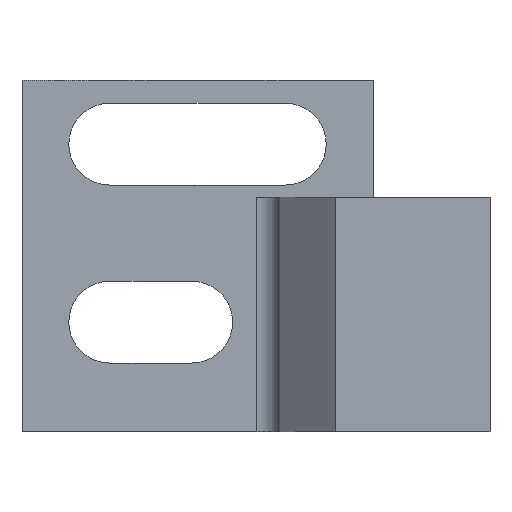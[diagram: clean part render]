
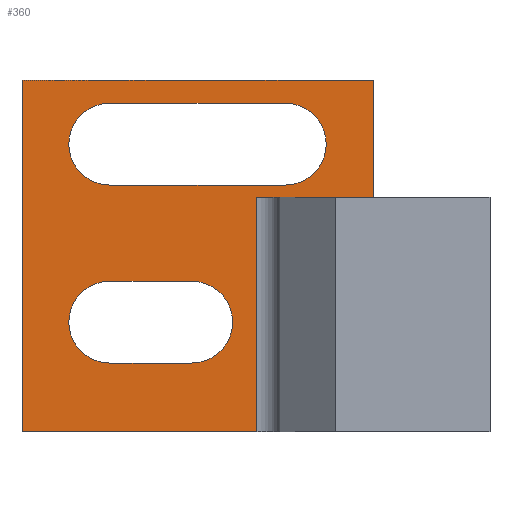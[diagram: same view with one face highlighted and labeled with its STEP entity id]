
A CAD part, left-side view. The second image highlights one B-rep face of the part: STEP entity #360.
In plain terms, the highlighted planar face has unit normal (-1, 0, 0).
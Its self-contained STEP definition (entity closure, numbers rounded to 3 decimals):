
#15=FACE_BOUND('',#54,.T.);
#16=FACE_BOUND('',#55,.T.);
#19=PLANE('',#395);
#34=FACE_OUTER_BOUND('',#53,.T.);
#53=EDGE_LOOP('',(#256,#257,#258,#259,#260,#261));
#54=EDGE_LOOP('',(#262,#263,#264,#265));
#55=EDGE_LOOP('',(#266,#267,#268,#269));
#75=LINE('',#528,#116);
#77=LINE('',#534,#118);
#78=LINE('',#536,#119);
#79=LINE('',#538,#120);
#80=LINE('',#540,#121);
#81=LINE('',#541,#122);
#82=LINE('',#544,#123);
#83=LINE('',#548,#124);
#84=LINE('',#552,#125);
#85=LINE('',#556,#126);
#116=VECTOR('',#427,10.);
#118=VECTOR('',#433,10.);
#119=VECTOR('',#434,10.);
#120=VECTOR('',#435,10.);
#121=VECTOR('',#436,10.);
#122=VECTOR('',#437,10.);
#123=VECTOR('',#438,10.);
#124=VECTOR('',#441,10.);
#125=VECTOR('',#444,10.);
#126=VECTOR('',#447,10.);
#159=CIRCLE('',#396,1.75);
#160=CIRCLE('',#397,1.75);
#161=CIRCLE('',#398,1.75);
#162=CIRCLE('',#399,1.75);
#168=VERTEX_POINT('',#525);
#169=VERTEX_POINT('',#527);
#171=VERTEX_POINT('',#533);
#172=VERTEX_POINT('',#535);
#173=VERTEX_POINT('',#537);
#174=VERTEX_POINT('',#539);
#175=VERTEX_POINT('',#542);
#176=VERTEX_POINT('',#543);
#177=VERTEX_POINT('',#545);
#178=VERTEX_POINT('',#547);
#179=VERTEX_POINT('',#550);
#180=VERTEX_POINT('',#551);
#181=VERTEX_POINT('',#553);
#182=VERTEX_POINT('',#555);
#202=EDGE_CURVE('',#168,#169,#75,.T.);
#205=EDGE_CURVE('',#168,#171,#77,.T.);
#206=EDGE_CURVE('',#171,#172,#78,.T.);
#207=EDGE_CURVE('',#173,#172,#79,.T.);
#208=EDGE_CURVE('',#174,#173,#80,.T.);
#209=EDGE_CURVE('',#169,#174,#81,.T.);
#210=EDGE_CURVE('',#175,#176,#82,.T.);
#211=EDGE_CURVE('',#176,#177,#159,.T.);
#212=EDGE_CURVE('',#177,#178,#83,.T.);
#213=EDGE_CURVE('',#178,#175,#160,.T.);
#214=EDGE_CURVE('',#179,#180,#84,.T.);
#215=EDGE_CURVE('',#180,#181,#161,.T.);
#216=EDGE_CURVE('',#181,#182,#85,.T.);
#217=EDGE_CURVE('',#182,#179,#162,.T.);
#256=ORIENTED_EDGE('',*,*,#202,.F.);
#257=ORIENTED_EDGE('',*,*,#205,.T.);
#258=ORIENTED_EDGE('',*,*,#206,.T.);
#259=ORIENTED_EDGE('',*,*,#207,.F.);
#260=ORIENTED_EDGE('',*,*,#208,.F.);
#261=ORIENTED_EDGE('',*,*,#209,.F.);
#262=ORIENTED_EDGE('',*,*,#210,.T.);
#263=ORIENTED_EDGE('',*,*,#211,.T.);
#264=ORIENTED_EDGE('',*,*,#212,.T.);
#265=ORIENTED_EDGE('',*,*,#213,.T.);
#266=ORIENTED_EDGE('',*,*,#214,.T.);
#267=ORIENTED_EDGE('',*,*,#215,.T.);
#268=ORIENTED_EDGE('',*,*,#216,.T.);
#269=ORIENTED_EDGE('',*,*,#217,.T.);
#360=ADVANCED_FACE('',(#34,#15,#16),#19,.T.);
#395=AXIS2_PLACEMENT_3D('',#532,#431,#432);
#396=AXIS2_PLACEMENT_3D('',#546,#439,#440);
#397=AXIS2_PLACEMENT_3D('',#549,#442,#443);
#398=AXIS2_PLACEMENT_3D('',#554,#445,#446);
#399=AXIS2_PLACEMENT_3D('',#557,#448,#449);
#427=DIRECTION('',(0.,0.,-1.));
#431=DIRECTION('center_axis',(-1.,0.,0.));
#432=DIRECTION('ref_axis',(0.,-1.,0.));
#433=DIRECTION('',(0.,-1.,0.));
#434=DIRECTION('',(0.,0.,1.));
#435=DIRECTION('',(0.,-1.,0.));
#436=DIRECTION('',(0.,0.,1.));
#437=DIRECTION('',(0.,1.,0.));
#438=DIRECTION('',(0.,-1.,0.));
#439=DIRECTION('center_axis',(1.,0.,0.));
#440=DIRECTION('ref_axis',(0.,0.,1.));
#441=DIRECTION('',(0.,1.,0.));
#442=DIRECTION('center_axis',(1.,0.,0.));
#443=DIRECTION('ref_axis',(0.,0.,-1.));
#444=DIRECTION('',(0.,-1.,0.));
#445=DIRECTION('center_axis',(1.,0.,0.));
#446=DIRECTION('ref_axis',(0.,0.,1.));
#447=DIRECTION('',(0.,1.,0.));
#448=DIRECTION('center_axis',(1.,0.,0.));
#449=DIRECTION('ref_axis',(0.,0.,-1.));
#525=CARTESIAN_POINT('',(-2.,4.967,10.));
#527=CARTESIAN_POINT('',(-2.,4.967,0.));
#528=CARTESIAN_POINT('',(-2.,4.967,0.));
#532=CARTESIAN_POINT('Origin',(-2.,15.,0.));
#533=CARTESIAN_POINT('',(-2.,0.,10.));
#534=CARTESIAN_POINT('',(-2.,7.25,10.));
#535=CARTESIAN_POINT('',(-2.,0.,15.));
#536=CARTESIAN_POINT('',(-2.,0.,0.));
#537=CARTESIAN_POINT('',(-2.,15.,15.));
#538=CARTESIAN_POINT('',(-2.,4.,15.));
#539=CARTESIAN_POINT('',(-2.,15.,0.));
#540=CARTESIAN_POINT('',(-2.,15.,0.));
#541=CARTESIAN_POINT('',(-2.,4.,0.));
#542=CARTESIAN_POINT('',(-2.,11.25,6.424));
#543=CARTESIAN_POINT('',(-2.,7.75,6.424));
#544=CARTESIAN_POINT('',(-2.,11.375,6.424));
#545=CARTESIAN_POINT('',(-2.,7.75,2.924));
#546=CARTESIAN_POINT('Origin',(-2.,7.75,4.674));
#547=CARTESIAN_POINT('',(-2.,11.25,2.924));
#548=CARTESIAN_POINT('',(-2.,13.125,2.924));
#549=CARTESIAN_POINT('Origin',(-2.,11.25,4.674));
#550=CARTESIAN_POINT('',(-2.,11.25,14.032));
#551=CARTESIAN_POINT('',(-2.,3.75,14.032));
#552=CARTESIAN_POINT('',(-2.,9.375,14.032));
#553=CARTESIAN_POINT('',(-2.,3.75,10.532));
#554=CARTESIAN_POINT('Origin',(-2.,3.75,12.282));
#555=CARTESIAN_POINT('',(-2.,11.25,10.532));
#556=CARTESIAN_POINT('',(-2.,13.125,10.532));
#557=CARTESIAN_POINT('Origin',(-2.,11.25,12.282));
